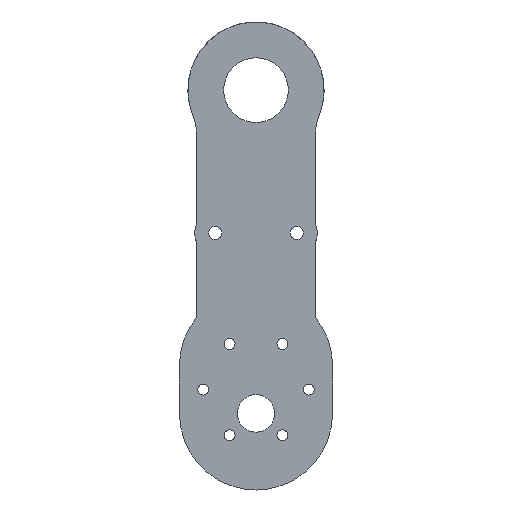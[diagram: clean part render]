
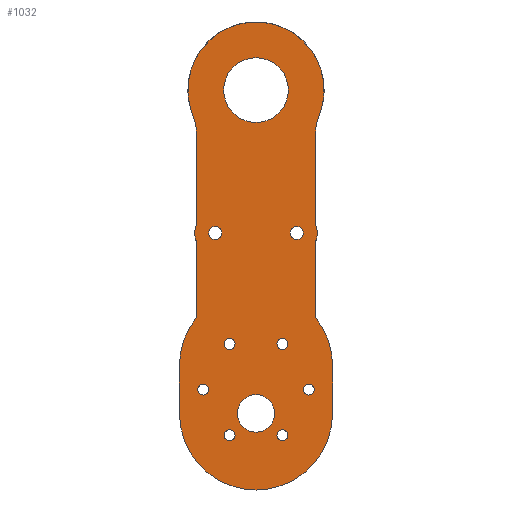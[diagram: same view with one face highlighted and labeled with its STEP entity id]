
A CAD part, left-side view. The second image highlights one B-rep face of the part: STEP entity #1032.
In plain terms, the highlighted planar face has unit normal (-1, 0, 0).
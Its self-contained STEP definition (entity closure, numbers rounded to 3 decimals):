
#15=FACE_BOUND('',#181,.T.);
#16=FACE_BOUND('',#182,.T.);
#17=FACE_BOUND('',#183,.T.);
#18=FACE_BOUND('',#184,.T.);
#19=FACE_BOUND('',#185,.T.);
#20=FACE_BOUND('',#186,.T.);
#21=FACE_BOUND('',#187,.T.);
#22=FACE_BOUND('',#188,.T.);
#23=FACE_BOUND('',#189,.T.);
#24=FACE_BOUND('',#190,.T.);
#83=PLANE('',#1133);
#116=FACE_OUTER_BOUND('',#180,.T.);
#180=EDGE_LOOP('',(#769,#770,#771,#772,#773,#774,#775,#776,#777,#778,#779,
#780,#781,#782));
#181=EDGE_LOOP('',(#783));
#182=EDGE_LOOP('',(#784));
#183=EDGE_LOOP('',(#785));
#184=EDGE_LOOP('',(#786));
#185=EDGE_LOOP('',(#787));
#186=EDGE_LOOP('',(#788));
#187=EDGE_LOOP('',(#789));
#188=EDGE_LOOP('',(#790));
#189=EDGE_LOOP('',(#791));
#190=EDGE_LOOP('',(#792));
#277=LINE('',#1652,#350);
#281=LINE('',#1671,#354);
#283=LINE('',#1677,#356);
#284=LINE('',#1681,#357);
#285=LINE('',#1684,#358);
#286=LINE('',#1691,#359);
#350=VECTOR('',#1301,10.);
#354=VECTOR('',#1311,10.);
#356=VECTOR('',#1317,10.);
#357=VECTOR('',#1320,10.);
#358=VECTOR('',#1323,10.);
#359=VECTOR('',#1330,10.);
#414=CIRCLE('',#1121,6.);
#415=CIRCLE('',#1125,6.);
#418=CIRCLE('',#1134,22.5);
#419=CIRCLE('',#1135,22.5);
#420=CIRCLE('',#1136,22.5);
#421=CIRCLE('',#1137,15.);
#422=CIRCLE('',#1138,20.);
#423=CIRCLE('',#1139,15.);
#424=CIRCLE('',#1140,9.5);
#425=CIRCLE('',#1141,1.6);
#426=CIRCLE('',#1142,1.6);
#427=CIRCLE('',#1143,1.6);
#428=CIRCLE('',#1144,1.6);
#429=CIRCLE('',#1145,1.6);
#430=CIRCLE('',#1146,1.6);
#431=CIRCLE('',#1147,5.5);
#432=CIRCLE('',#1148,1.9);
#433=CIRCLE('',#1149,1.9);
#489=VERTEX_POINT('',#1622);
#490=VERTEX_POINT('',#1624);
#493=VERTEX_POINT('',#1634);
#494=VERTEX_POINT('',#1636);
#500=VERTEX_POINT('',#1650);
#504=VERTEX_POINT('',#1670);
#505=VERTEX_POINT('',#1674);
#506=VERTEX_POINT('',#1676);
#507=VERTEX_POINT('',#1678);
#508=VERTEX_POINT('',#1680);
#509=VERTEX_POINT('',#1683);
#510=VERTEX_POINT('',#1685);
#511=VERTEX_POINT('',#1687);
#512=VERTEX_POINT('',#1689);
#513=VERTEX_POINT('',#1692);
#514=VERTEX_POINT('',#1694);
#515=VERTEX_POINT('',#1696);
#516=VERTEX_POINT('',#1698);
#517=VERTEX_POINT('',#1700);
#518=VERTEX_POINT('',#1702);
#519=VERTEX_POINT('',#1704);
#520=VERTEX_POINT('',#1706);
#521=VERTEX_POINT('',#1708);
#522=VERTEX_POINT('',#1710);
#586=EDGE_CURVE('',#490,#489,#414,.T.);
#592=EDGE_CURVE('',#494,#493,#415,.T.);
#600=EDGE_CURVE('',#489,#500,#277,.T.);
#606=EDGE_CURVE('',#504,#494,#281,.T.);
#608=EDGE_CURVE('',#500,#505,#418,.T.);
#609=EDGE_CURVE('',#505,#506,#283,.T.);
#610=EDGE_CURVE('',#506,#507,#419,.T.);
#611=EDGE_CURVE('',#507,#508,#284,.T.);
#612=EDGE_CURVE('',#508,#504,#420,.T.);
#613=EDGE_CURVE('',#493,#509,#285,.T.);
#614=EDGE_CURVE('',#510,#509,#421,.T.);
#615=EDGE_CURVE('',#511,#510,#422,.T.);
#616=EDGE_CURVE('',#512,#511,#423,.T.);
#617=EDGE_CURVE('',#512,#490,#286,.T.);
#618=EDGE_CURVE('',#513,#513,#424,.T.);
#619=EDGE_CURVE('',#514,#514,#425,.T.);
#620=EDGE_CURVE('',#515,#515,#426,.T.);
#621=EDGE_CURVE('',#516,#516,#427,.T.);
#622=EDGE_CURVE('',#517,#517,#428,.T.);
#623=EDGE_CURVE('',#518,#518,#429,.T.);
#624=EDGE_CURVE('',#519,#519,#430,.T.);
#625=EDGE_CURVE('',#520,#520,#431,.T.);
#626=EDGE_CURVE('',#521,#521,#432,.T.);
#627=EDGE_CURVE('',#522,#522,#433,.T.);
#769=ORIENTED_EDGE('',*,*,#600,.T.);
#770=ORIENTED_EDGE('',*,*,#608,.T.);
#771=ORIENTED_EDGE('',*,*,#609,.T.);
#772=ORIENTED_EDGE('',*,*,#610,.T.);
#773=ORIENTED_EDGE('',*,*,#611,.T.);
#774=ORIENTED_EDGE('',*,*,#612,.T.);
#775=ORIENTED_EDGE('',*,*,#606,.T.);
#776=ORIENTED_EDGE('',*,*,#592,.T.);
#777=ORIENTED_EDGE('',*,*,#613,.T.);
#778=ORIENTED_EDGE('',*,*,#614,.F.);
#779=ORIENTED_EDGE('',*,*,#615,.F.);
#780=ORIENTED_EDGE('',*,*,#616,.F.);
#781=ORIENTED_EDGE('',*,*,#617,.T.);
#782=ORIENTED_EDGE('',*,*,#586,.T.);
#783=ORIENTED_EDGE('',*,*,#618,.F.);
#784=ORIENTED_EDGE('',*,*,#619,.T.);
#785=ORIENTED_EDGE('',*,*,#620,.T.);
#786=ORIENTED_EDGE('',*,*,#621,.T.);
#787=ORIENTED_EDGE('',*,*,#622,.T.);
#788=ORIENTED_EDGE('',*,*,#623,.T.);
#789=ORIENTED_EDGE('',*,*,#624,.T.);
#790=ORIENTED_EDGE('',*,*,#625,.T.);
#791=ORIENTED_EDGE('',*,*,#626,.T.);
#792=ORIENTED_EDGE('',*,*,#627,.T.);
#1032=ADVANCED_FACE('',(#116,#15,#16,#17,#18,#19,#20,#21,#22,#23,#24),#83,
 .F.);
#1121=AXIS2_PLACEMENT_3D('',#1625,#1275,#1276);
#1125=AXIS2_PLACEMENT_3D('',#1637,#1287,#1288);
#1133=AXIS2_PLACEMENT_3D('',#1673,#1313,#1314);
#1134=AXIS2_PLACEMENT_3D('',#1675,#1315,#1316);
#1135=AXIS2_PLACEMENT_3D('',#1679,#1318,#1319);
#1136=AXIS2_PLACEMENT_3D('',#1682,#1321,#1322);
#1137=AXIS2_PLACEMENT_3D('',#1686,#1324,#1325);
#1138=AXIS2_PLACEMENT_3D('',#1688,#1326,#1327);
#1139=AXIS2_PLACEMENT_3D('',#1690,#1328,#1329);
#1140=AXIS2_PLACEMENT_3D('',#1693,#1331,#1332);
#1141=AXIS2_PLACEMENT_3D('',#1695,#1333,#1334);
#1142=AXIS2_PLACEMENT_3D('',#1697,#1335,#1336);
#1143=AXIS2_PLACEMENT_3D('',#1699,#1337,#1338);
#1144=AXIS2_PLACEMENT_3D('',#1701,#1339,#1340);
#1145=AXIS2_PLACEMENT_3D('',#1703,#1341,#1342);
#1146=AXIS2_PLACEMENT_3D('',#1705,#1343,#1344);
#1147=AXIS2_PLACEMENT_3D('',#1707,#1345,#1346);
#1148=AXIS2_PLACEMENT_3D('',#1709,#1347,#1348);
#1149=AXIS2_PLACEMENT_3D('',#1711,#1349,#1350);
#1275=DIRECTION('center_axis',(-1.,0.,0.));
#1276=DIRECTION('ref_axis',(0.,0.583,0.812));
#1287=DIRECTION('center_axis',(-1.,0.,0.));
#1288=DIRECTION('ref_axis',(0.,-0.583,-0.812));
#1301=DIRECTION('',(0.,0.,-1.));
#1311=DIRECTION('',(0.,0.,1.));
#1313=DIRECTION('center_axis',(1.,0.,0.));
#1314=DIRECTION('ref_axis',(0.,0.,-1.));
#1315=DIRECTION('center_axis',(-1.,0.,0.));
#1316=DIRECTION('ref_axis',(0.,0.778,0.629));
#1317=DIRECTION('',(0.,0.,-1.));
#1318=DIRECTION('center_axis',(-1.,0.,0.));
#1319=DIRECTION('ref_axis',(0.,1.,0.));
#1320=DIRECTION('',(0.,0.,1.));
#1321=DIRECTION('center_axis',(-1.,0.,0.));
#1322=DIRECTION('ref_axis',(0.,-1.,0.));
#1323=DIRECTION('',(0.,0.,1.));
#1324=DIRECTION('center_axis',(-1.,0.,0.));
#1325=DIRECTION('ref_axis',(0.,0.982,0.189));
#1326=DIRECTION('center_axis',(1.,0.,0.));
#1327=DIRECTION('ref_axis',(0.,1.,0.));
#1328=DIRECTION('center_axis',(-1.,0.,0.));
#1329=DIRECTION('ref_axis',(0.,-0.982,0.189));
#1330=DIRECTION('',(0.,0.,-1.));
#1331=DIRECTION('center_axis',(-1.,0.,0.));
#1332=DIRECTION('ref_axis',(0.,-1.,0.));
#1333=DIRECTION('center_axis',(1.,0.,0.));
#1334=DIRECTION('ref_axis',(0.,0.,-1.));
#1335=DIRECTION('center_axis',(1.,0.,0.));
#1336=DIRECTION('ref_axis',(0.,0.,-1.));
#1337=DIRECTION('center_axis',(1.,0.,0.));
#1338=DIRECTION('ref_axis',(0.,0.,-1.));
#1339=DIRECTION('center_axis',(1.,0.,0.));
#1340=DIRECTION('ref_axis',(0.,0.,-1.));
#1341=DIRECTION('center_axis',(1.,0.,0.));
#1342=DIRECTION('ref_axis',(0.,0.,-1.));
#1343=DIRECTION('center_axis',(1.,0.,0.));
#1344=DIRECTION('ref_axis',(0.,0.,-1.));
#1345=DIRECTION('center_axis',(1.,0.,0.));
#1346=DIRECTION('ref_axis',(0.,0.,-1.));
#1347=DIRECTION('center_axis',(1.,0.,0.));
#1348=DIRECTION('ref_axis',(0.,0.,1.));
#1349=DIRECTION('center_axis',(1.,0.,0.));
#1350=DIRECTION('ref_axis',(0.,0.,1.));
#1622=CARTESIAN_POINT('',(0.,17.5,-44.398));
#1624=CARTESIAN_POINT('',(0.,17.5,-39.602));
#1625=CARTESIAN_POINT('Origin',(0.,12.,-42.));
#1634=CARTESIAN_POINT('',(0.,-17.5,-39.602));
#1636=CARTESIAN_POINT('',(0.,-17.5,-44.398));
#1637=CARTESIAN_POINT('Origin',(0.,-12.,-42.));
#1650=CARTESIAN_POINT('',(0.,17.5,-66.858));
#1652=CARTESIAN_POINT('',(0.,17.5,-9.682));
#1670=CARTESIAN_POINT('',(0.,-17.5,-66.858));
#1671=CARTESIAN_POINT('',(0.,-17.5,-66.858));
#1673=CARTESIAN_POINT('Origin',(0.,0.,0.));
#1674=CARTESIAN_POINT('',(0.,22.5,-81.));
#1675=CARTESIAN_POINT('Origin',(0.,0.,-81.));
#1676=CARTESIAN_POINT('',(0.,22.5,-95.));
#1677=CARTESIAN_POINT('',(0.,22.5,-81.));
#1678=CARTESIAN_POINT('',(0.,-22.5,-95.));
#1679=CARTESIAN_POINT('Origin',(0.,0.,-95.));
#1680=CARTESIAN_POINT('',(0.,-22.5,-81.));
#1681=CARTESIAN_POINT('',(0.,-22.5,-95.));
#1682=CARTESIAN_POINT('Origin',(0.,0.,-81.));
#1683=CARTESIAN_POINT('',(0.,-17.5,-12.99));
#1684=CARTESIAN_POINT('',(0.,-17.5,-66.858));
#1685=CARTESIAN_POINT('',(0.,-18.571,-7.423));
#1686=CARTESIAN_POINT('Origin',(0.,-32.5,-12.99));
#1687=CARTESIAN_POINT('',(0.,18.571,-7.423));
#1688=CARTESIAN_POINT('Origin',(0.,0.,0.));
#1689=CARTESIAN_POINT('',(0.,17.5,-12.99));
#1690=CARTESIAN_POINT('Origin',(0.,32.5,-12.99));
#1691=CARTESIAN_POINT('',(0.,17.5,-9.682));
#1692=CARTESIAN_POINT('',(0.,9.5,0.));
#1693=CARTESIAN_POINT('Origin',(0.,0.,0.));
#1694=CARTESIAN_POINT('',(0.,15.5,-86.4));
#1695=CARTESIAN_POINT('Origin',(0.,15.5,-88.));
#1696=CARTESIAN_POINT('',(0.,-15.5,-86.4));
#1697=CARTESIAN_POINT('Origin',(0.,-15.5,-88.));
#1698=CARTESIAN_POINT('',(0.,-7.75,-72.977));
#1699=CARTESIAN_POINT('Origin',(0.,-7.75,-74.577));
#1700=CARTESIAN_POINT('',(0.,7.75,-72.977));
#1701=CARTESIAN_POINT('Origin',(0.,7.75,-74.577));
#1702=CARTESIAN_POINT('',(0.,-7.75,-99.823));
#1703=CARTESIAN_POINT('Origin',(0.,-7.75,-101.423));
#1704=CARTESIAN_POINT('',(0.,7.75,-99.823));
#1705=CARTESIAN_POINT('Origin',(0.,7.75,-101.423));
#1706=CARTESIAN_POINT('',(0.,0.,-89.5));
#1707=CARTESIAN_POINT('Origin',(0.,0.,-95.));
#1708=CARTESIAN_POINT('',(0.,-12.,-43.9));
#1709=CARTESIAN_POINT('Origin',(0.,-12.,-42.));
#1710=CARTESIAN_POINT('',(0.,12.,-43.9));
#1711=CARTESIAN_POINT('Origin',(0.,12.,-42.));
